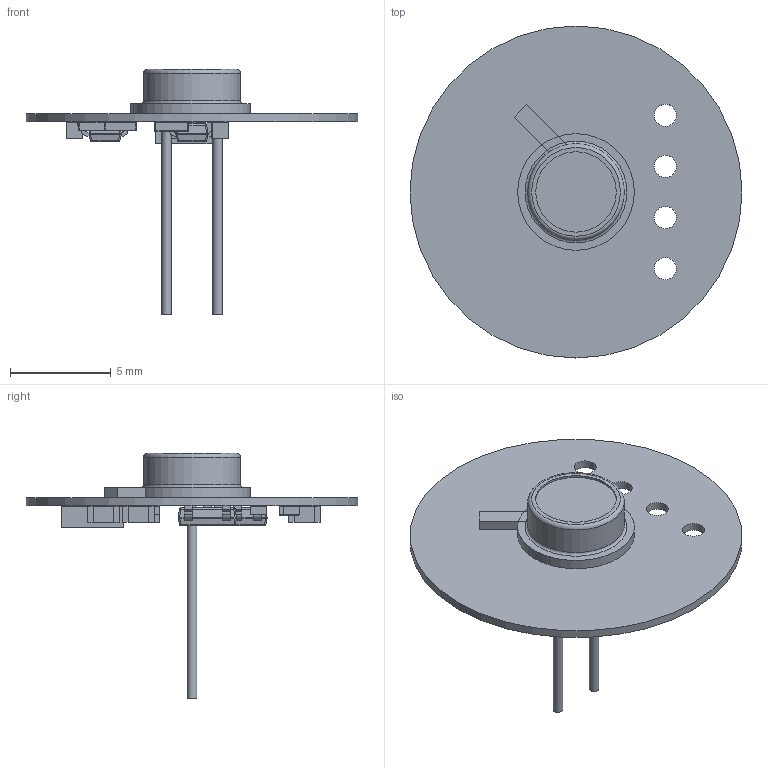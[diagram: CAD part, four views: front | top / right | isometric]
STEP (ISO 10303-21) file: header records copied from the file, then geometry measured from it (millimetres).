
FILE_DESCRIPTION(/* description */ (''),/* implementation_level */ '2;1');
FILE_NAME(/* name */ 'ScienceReceiverBoard.step',/* time_stamp */ '2020-02-08T20:02:42-05:00',/* author */ (''),/* organization */ (''),/* preprocessor_version */ 'ST-DEVELOPER v18',/* originating_system */ 'Autodesk Translation Framework v8.12.0.6',/* authorisation */ '');
FILE_SCHEMA (('AUTOMOTIVE_DESIGN { 1 0 10303 214 3 1 1 }'));
Length unit declared in the file: millimetre
Products named in the file (34): ScienceReceiverBoard; Board; Open CASCADE STEP translator 6.8 1.1; D1; TO-46-2; Revolution; Pad003; Sketch003; Revolution001; Sketch004; Sketch005; Sketch; Pad; U3; 6175418752; Extruded; U2; U1; Analog_-_TSOT-23-5_UJ-5; R4; R3; R2; 0603_resistor; R1; 6175904912; Mid_Body; Terminal; Open_CASCADE_STEP_translator_6.8_1.2; Mark; C4; C3; C2; C1; 0603_cap
Assembly tree (40 placements, depth 5):
  ScienceReceiverBoard
    Board
      Open CASCADE STEP translator 6.8 1.1
    D1
      TO-46-2
        Revolution
        Pad003
        Sketch003
        Revolution001
        Sketch004
        Sketch005
        Sketch
        Pad
    U3
      6175418752
        Extruded
    U2
      Analog_-_TSOT-23-5_UJ-5
    U1
      Analog_-_TSOT-23-5_UJ-5
    R4
      0603_resistor
    R3
      0603_resistor
    R2
      0603_resistor
    R1
      6175904912
        Mid_Body
        Terminal  x2
          Open_CASCADE_STEP_translator_6.8_1.2
        Mark
    C4
      0603_cap
    C3
      0603_cap
    C2
      0603_cap
    C1
      0603_cap
Bounding box: 16.51 x 16.51 x 12.2 mm (x, y, z)
Volume: 146.3 mm3; surface area: 765.5 mm2
Topology: 23 solids, 23 shells, 646 faces, 1703 edges, 1070 vertices
Faces by surface type: plane 357, cylinder 199, sphere 88, torus 2
Full cylindrical faces by diameter (mm): 0.48 x2, 0.55 x2, 1.1 x4, 4 x2, 4.8 x1, 5.8 x1, 16.51 x1
Entity records: 9574 total; most frequent: CARTESIAN_POINT 1699, DIRECTION 1572, ORIENTED_EDGE 1402, EDGE_CURVE 701, AXIS2_PLACEMENT_3D 544, LINE 484, VECTOR 484, VERTEX_POINT 466
